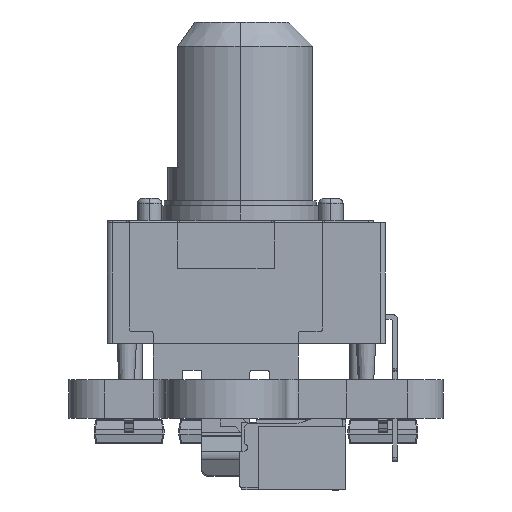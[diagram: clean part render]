
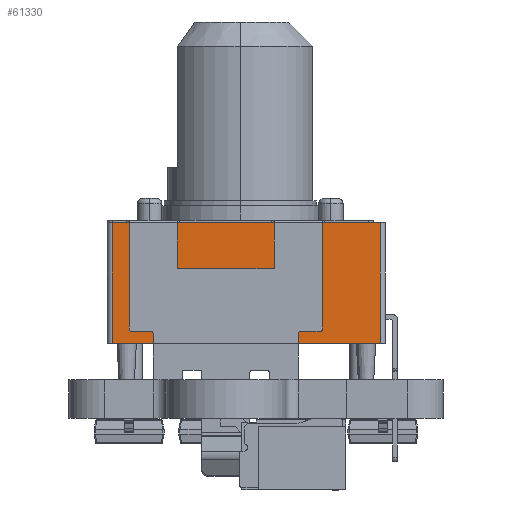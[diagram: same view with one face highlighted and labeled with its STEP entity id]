
A CAD part, left-side view. The second image highlights one B-rep face of the part: STEP entity #61330.
In plain terms, the highlighted planar face has unit normal (-1, 0, 0).
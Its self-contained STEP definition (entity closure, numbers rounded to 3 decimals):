
#55511=DIRECTION('',(0.,1.,0.));
#55512=VECTOR('',#55511,11.1);
#55513=CARTESIAN_POINT('',(-4.8,-2.9,
1.5));
#55514=LINE('',#55513,#55512);
#56858=DIRECTION('',(0.,1.,0.));
#56859=VECTOR('',#56858,11.1);
#56860=CARTESIAN_POINT('',(-4.8,-2.9,
6.5));
#56861=LINE('',#56860,#56859);
#56866=DIRECTION('',(0.,0.,1.));
#56867=VECTOR('',#56866,5.);
#56868=CARTESIAN_POINT('',(-4.8,8.2,
1.5));
#56869=LINE('',#56868,#56867);
#58020=DIRECTION('',(0.,0.,-1.));
#58021=VECTOR('',#58020,5.);
#58022=CARTESIAN_POINT('',(-4.8,-2.9,
6.5));
#58023=LINE('',#58022,#58021);
#58457=CARTESIAN_POINT('',(-4.8,-2.9,
1.5));
#58458=CARTESIAN_POINT('',(-4.8,8.2,
1.5));
#58459=VERTEX_POINT('',#58457);
#58460=VERTEX_POINT('',#58458);
#58461=CARTESIAN_POINT('',(-4.8,-2.9,
6.5));
#58462=VERTEX_POINT('',#58461);
#58463=CARTESIAN_POINT('',(-4.8,8.2,
6.5));
#58464=VERTEX_POINT('',#58463);
#61317=CARTESIAN_POINT('',(-4.8,8.4,
6.5));
#61318=DIRECTION('',(1.,0.,0.));
#61319=DIRECTION('',(0.,-1.,0.));
#61320=AXIS2_PLACEMENT_3D('',#61317,#61318,#61319);
#61321=PLANE('',#61320);
#61322=ORIENTED_EDGE('',*,*,#59195,.T.);
#61324=ORIENTED_EDGE('',*,*,#61323,.T.);
#61325=ORIENTED_EDGE('',*,*,#61262,.F.);
#61327=ORIENTED_EDGE('',*,*,#61326,.T.);
#61328=EDGE_LOOP('',(#61322,#61324,#61325,#61327));
#61329=FACE_OUTER_BOUND('',#61328,.F.);
#61330=ADVANCED_FACE('',(#61329),#61321,.F.);
#59195=EDGE_CURVE('',#58459,#58460,#55514,.T.);
#61262=EDGE_CURVE('',#58462,#58464,#56861,.T.);
#61323=EDGE_CURVE('',#58460,#58464,#56869,.T.);
#61326=EDGE_CURVE('',#58462,#58459,#58023,.T.);
